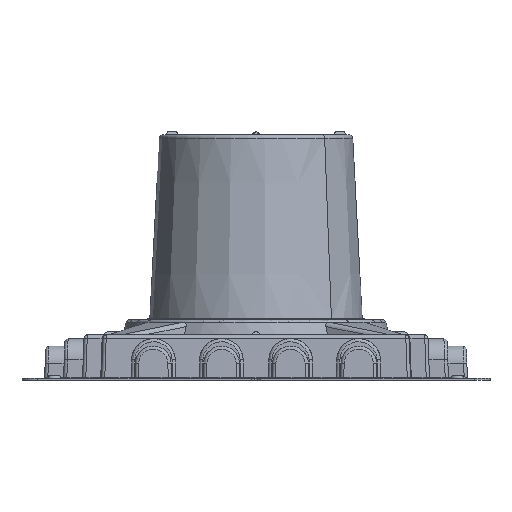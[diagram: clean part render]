
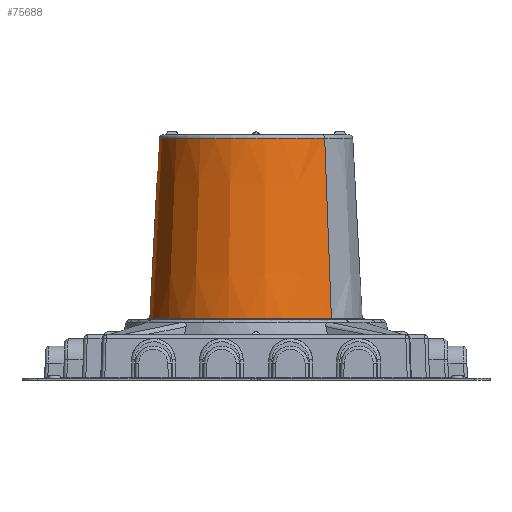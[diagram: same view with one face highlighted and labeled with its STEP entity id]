
A CAD part, left-side view. The second image highlights one B-rep face of the part: STEP entity #75688.
In plain terms, the highlighted conical face has half-angle 3 degrees and reference radius 64.43 mm.
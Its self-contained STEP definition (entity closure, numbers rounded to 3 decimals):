
#5054=CARTESIAN_POINT('',(0.,0.,
40.064));
#5055=DIRECTION('',(0.,0.,-1.));
#5056=DIRECTION('',(-0.707,-0.707,0.));
#5057=AXIS2_PLACEMENT_3D('',#5054,#5055,#5056);
#5082=DIRECTION('',(0.037,0.037,0.999));
#5083=VECTOR('',#5082,114.45);
#5084=CARTESIAN_POINT('',(-47.677,-47.677,
40.064));
#5085=LINE('',#5084,#5083);
#5086=DIRECTION('',(-0.037,-0.037,0.999));
#5087=VECTOR('',#5086,114.45);
#5088=CARTESIAN_POINT('',(47.677,47.677,40.064));
#5089=LINE('',#5088,#5087);
#5090=CARTESIAN_POINT('',(0.,0.,154.357));
#5091=DIRECTION('',(0.,0.,1.));
#5092=DIRECTION('',(0.707,0.707,0.));
#5093=AXIS2_PLACEMENT_3D('',#5090,#5091,#5092);
#68788=CARTESIAN_POINT('',(-47.677,-47.677,
40.064));
#68789=CARTESIAN_POINT('',(-43.441,-43.441,
154.357));
#68790=VERTEX_POINT('',#68788);
#68791=VERTEX_POINT('',#68789);
#68792=CARTESIAN_POINT('',(47.677,47.677,40.064));
#68793=CARTESIAN_POINT('',(43.441,43.441,154.357));
#68794=VERTEX_POINT('',#68792);
#68795=VERTEX_POINT('',#68793);
#75676=CARTESIAN_POINT('',(0.,0.,97.211));
#75677=DIRECTION('',(0.,0.,-1.));
#75678=DIRECTION('',(0.,1.,0.));
#75679=AXIS2_PLACEMENT_3D('',#75676,#75677,#75678);
#75680=CONICAL_SURFACE('',#75679,64.43,3.);
#75681=ORIENTED_EDGE('',*,*,#75666,.F.);
#75682=ORIENTED_EDGE('',*,*,#75640,.T.);
#75683=ORIENTED_EDGE('',*,*,#75670,.T.);
#75685=ORIENTED_EDGE('',*,*,#75684,.T.);
#75686=EDGE_LOOP('',(#75681,#75682,#75683,#75685));
#75687=FACE_OUTER_BOUND('',#75686,.F.);
#5058=CIRCLE('',#5057,67.425);
#5094=CIRCLE('',#5093,61.435);
#75640=EDGE_CURVE('',#68790,#68794,#5058,.T.);
#75666=EDGE_CURVE('',#68790,#68791,#5085,.T.);
#75670=EDGE_CURVE('',#68794,#68795,#5089,.T.);
#75684=EDGE_CURVE('',#68795,#68791,#5094,.T.);
#75688=ADVANCED_FACE('',(#75687),#75680,.T.);
